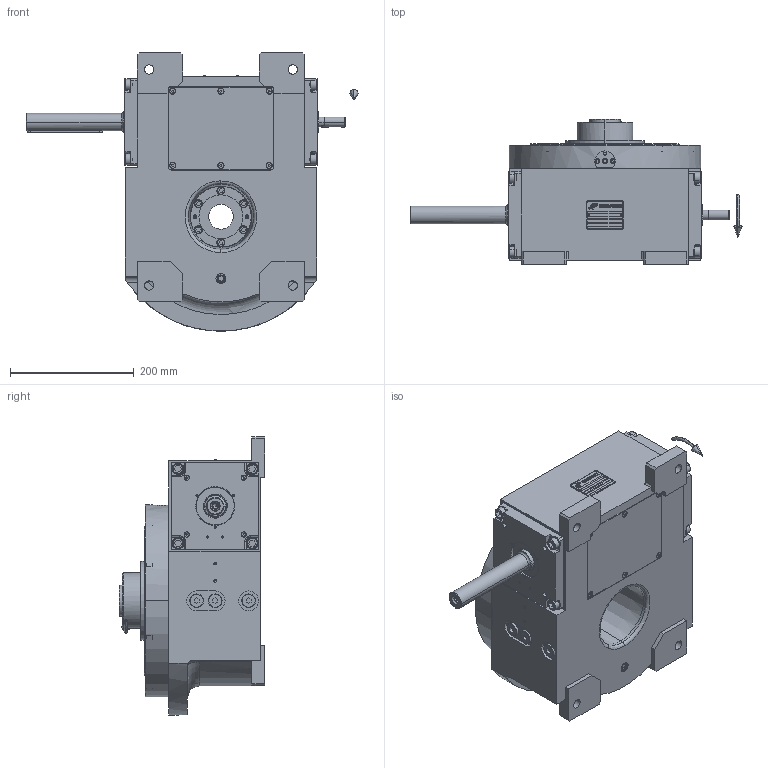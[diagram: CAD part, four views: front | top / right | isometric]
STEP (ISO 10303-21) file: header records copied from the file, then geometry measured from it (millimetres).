
FILE_DESCRIPTION (( 'STEP AP203' ), '1' );
FILE_NAME ('PC5201672.step', '2026-01-27T14:36:36', ( '' ), ( '' ), 'SwSTEP 2.0', 'SolidWorks 2020', '' );
FILE_SCHEMA (( 'CONFIG_CONTROL_DESIGN' ));
Length unit declared in the file: millimetre
Products named in the file (85): AS_rig09_014; cfn2070_05_009; RIG09_021_AF1.stp; CFN2223_02_003.stp; CFN2104_02_018.stp; cfn2000_01_099; cfn2155_01_095; cfn2003_01_054; AS_rig09_016; cfn2276_01_056; CFN2000_01_185.stp; cfn2000_01_126; cfn2115_02_057; cfn2107_01_001; cfn2000_01_081; CFN2203_02_002.stp; cfn2151_01_115; cfn2151_01_167; AS_900_38_30_003; AS_rig09_071_16_m; cfn2151_01_170; freccia_angolare; rig09_071_16_m.stp; RIG09_005_ASM.stp; AS_rig09_002_s_003; 900_38_30_003; CFN2155_01_195.stp; RIG09_005_AF0.stp; cfn2155_01_196; AS_rig09_004; freccia_angolare_albero; rig09_001_a; rig09_014; rig09_004; cfn2128_04_002; CFN2223_02_004.stp; cfn2115_02_160; CFN2010_02_002.stp; CFN2010_01_020.stp; cfn2205_01_015 ...
Assembly tree (73 placements, depth 5):
  CFN2223_02_003.stp
  cfn2276_01_056
  cfn2115_02_057
  CFN2203_02_002.stp
  cfn2151_01_115
Bounding box: 536.5 x 235 x 450 mm (x, y, z)
Volume: 5100875.6 mm3; surface area: 1257718 mm2
Topology: 64 solids, 64 shells, 2023 faces, 4972 edges, 3183 vertices
Faces by surface type: plane 1033, cylinder 641, cone 314, torus 29, sphere 4, bspline 2
Entity records: 70190 total; most frequent: CARTESIAN_POINT 13839, DIRECTION 10075, ORIENTED_EDGE 9608, EDGE_CURVE 4804, AXIS2_PLACEMENT_3D 3472, LINE 3131, VECTOR 3131, VERTEX_POINT 3122
